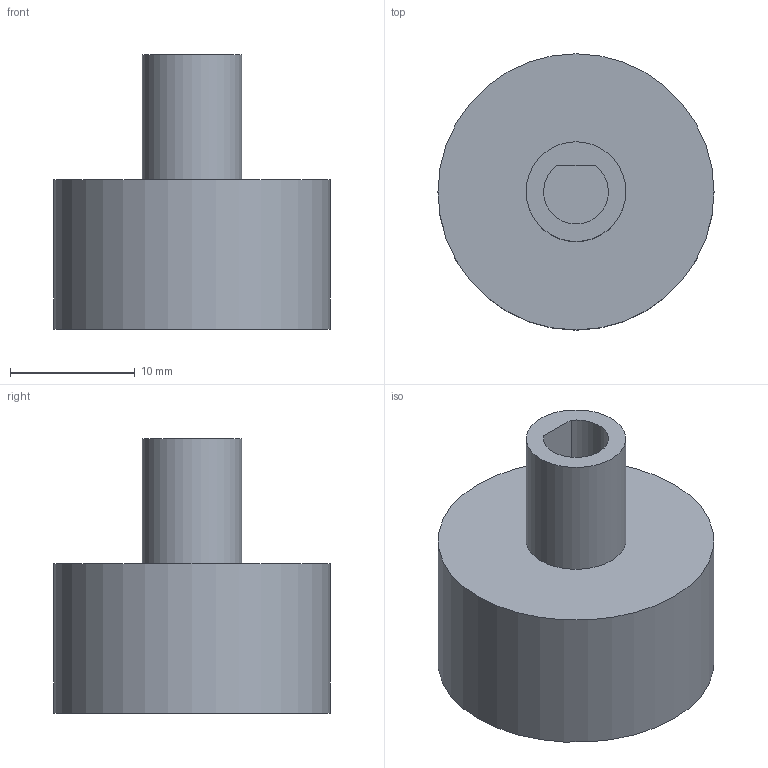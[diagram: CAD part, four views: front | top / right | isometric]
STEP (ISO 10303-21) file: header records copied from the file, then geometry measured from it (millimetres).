
FILE_DESCRIPTION(/* description */ (''),/* implementation_level */ '2;1');
FILE_NAME(/* name */ 'Lock Dial Shaft.step',/* time_stamp */ '2022-07-27T23:50:25-04:00',/* author */ (''),/* organization */ (''),/* preprocessor_version */ 'ST-DEVELOPER v18.1',/* originating_system */ 'Autodesk Translation Framework v10.14.0.1471',/* authorisation */ '');
FILE_SCHEMA (('AUTOMOTIVE_DESIGN { 1 0 10303 214 3 1 1 }'));
Length unit declared in the file: millimetre
Products named in the file (1): Lock Dial Shaft
Bounding box: 22.15 x 22.15 x 22 mm (x, y, z)
Volume: 1915.9 mm3; surface area: 4070.1 mm2
Topology: 48 solids, 48 shells, 245 faces, 438 edges, 292 vertices
Faces by surface type: plane 194, cylinder 51
Full cylindrical faces by diameter (mm): 8 x1, 19.15 x1, 22.15 x1
Entity records: 5900 total; most frequent: DIRECTION 1032, CARTESIAN_POINT 976, ORIENTED_EDGE 876, EDGE_CURVE 438, AXIS2_PLACEMENT_3D 348, LINE 336, VECTOR 336, VERTEX_POINT 292
